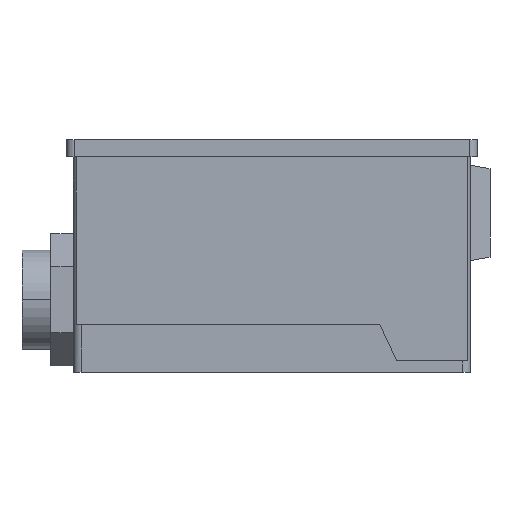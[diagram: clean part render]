
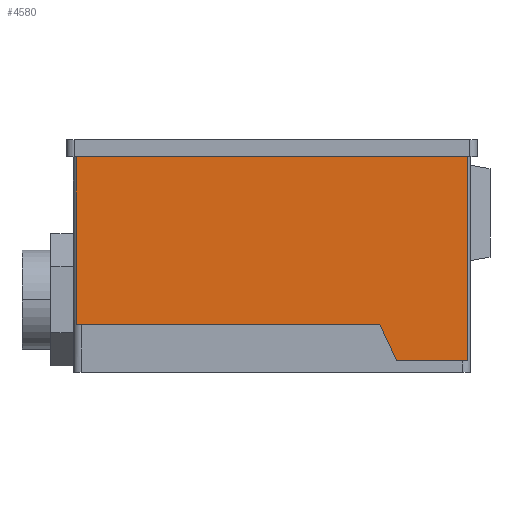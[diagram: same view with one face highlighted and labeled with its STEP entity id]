
A CAD part, left-side view. The second image highlights one B-rep face of the part: STEP entity #4580.
In plain terms, the highlighted face is planar.
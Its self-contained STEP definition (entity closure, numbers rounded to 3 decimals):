
#300=CARTESIAN_POINT('',(94.315,34.803,4.5));
#310=VERTEX_POINT('',#300);
#340=CARTESIAN_POINT('',(63.454,34.803,4.5));
#350=DIRECTION('',(1.,0.,0.));
#360=VECTOR('',#350,1.);
#370=LINE('',#340,#360);
#380=CARTESIAN_POINT('',(-8.331,34.803,4.5));
#390=VERTEX_POINT('',#380);
#400=EDGE_CURVE('',#390,#310,#370,.T.);
#3160=CARTESIAN_POINT('',(75.722,34.803,58.));
#3170=VERTEX_POINT('',#3160);
#3200=CARTESIAN_POINT('',(65.516,34.803,58.));
#3210=DIRECTION('',(1.,0.,0.));
#3220=VECTOR('',#3210,1.);
#3230=LINE('',#3200,#3220);
#3240=CARTESIAN_POINT('',(94.315,34.803,58.));
#3250=VERTEX_POINT('',#3240);
#3260=EDGE_CURVE('',#3170,#3250,#3230,.T.);
#4210=CARTESIAN_POINT('',(40.07,34.803,43.242));
#4220=DIRECTION('',(-0.,1.,0.));
#4230=DIRECTION('',(1.,0.,0.));
#4240=AXIS2_PLACEMENT_3D('',#4210,#4220,#4230);
#4250=PLANE('',#4240);
#4260=ORIENTED_EDGE('',*,*,#400,.F.);
#4270=CARTESIAN_POINT('',(94.315,34.803,12.));
#4280=DIRECTION('',(0.,0.,1.));
#4290=VECTOR('',#4280,1.);
#4300=LINE('',#4270,#4290);
#4310=EDGE_CURVE('',#310,#3250,#4300,.T.);
#4320=ORIENTED_EDGE('',*,*,#4310,.F.);
#4330=ORIENTED_EDGE('',*,*,#3260,.T.);
#4340=CARTESIAN_POINT('',(71.292,34.803,48.5));
#4350=DIRECTION('',(0.423,0.,0.906));
#4360=VECTOR('',#4350,1.);
#4370=LINE('',#4340,#4360);
#4380=CARTESIAN_POINT('',(71.292,34.803,48.5));
#4390=VERTEX_POINT('',#4380);
#4400=EDGE_CURVE('',#4390,#3170,#4370,.T.);
#4410=ORIENTED_EDGE('',*,*,#4400,.T.);
#4420=CARTESIAN_POINT('',(63.454,34.803,48.5));
#4430=DIRECTION('',(1.,0.,0.));
#4440=VECTOR('',#4430,1.);
#4450=LINE('',#4420,#4440);
#4460=CARTESIAN_POINT('',(-8.331,34.803,48.5));
#4470=VERTEX_POINT('',#4460);
#4480=EDGE_CURVE('',#4470,#4390,#4450,.T.);
#4490=ORIENTED_EDGE('',*,*,#4480,.T.);
#4500=CARTESIAN_POINT('',(-8.331,34.803,12.));
#4510=DIRECTION('',(0.,0.,1.));
#4520=VECTOR('',#4510,1.);
#4530=LINE('',#4500,#4520);
#4540=EDGE_CURVE('',#390,#4470,#4530,.T.);
#4550=ORIENTED_EDGE('',*,*,#4540,.T.);
#4560=EDGE_LOOP('',(#4550,#4490,#4410,#4330,#4320,#4260));
#4570=FACE_OUTER_BOUND('',#4560,.T.);
#4580=ADVANCED_FACE('',(#4570),#4250,.T.);
